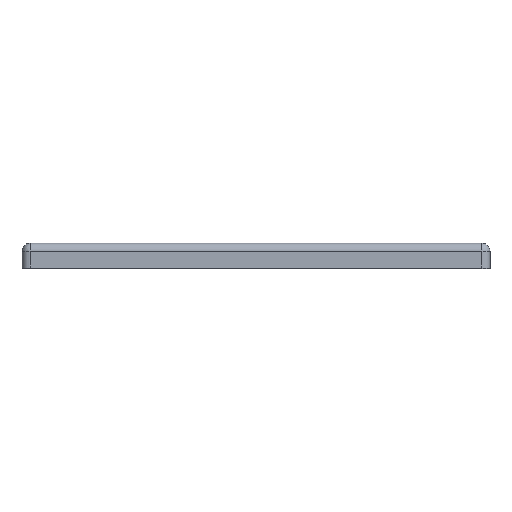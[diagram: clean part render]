
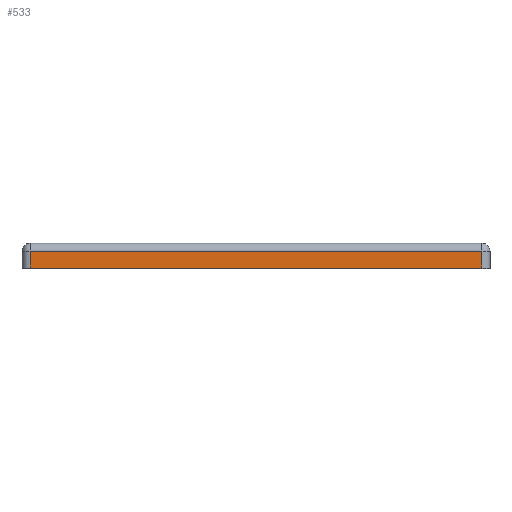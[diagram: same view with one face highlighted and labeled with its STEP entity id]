
A CAD part, top view. The second image highlights one B-rep face of the part: STEP entity #533.
In plain terms, the highlighted planar face has unit normal (0, 0, 1).
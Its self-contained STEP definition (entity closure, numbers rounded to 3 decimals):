
#16 = EDGE_CURVE ( 'NONE', #391, #1449, #926, .T. ) ;
#18 = EDGE_CURVE ( 'NONE', #1449, #1467, #929, .T. ) ;
#21 = EDGE_CURVE ( 'NONE', #1467, #997, #932, .T. ) ;
#157 = CARTESIAN_POINT ( 'NONE',  ( -52.9, 0., 57.1 ) ) ;
#196 = CARTESIAN_POINT ( 'NONE',  ( -52.9, 4., 57.1 ) ) ;
#206 = VECTOR ( 'NONE', #614, 1000. ) ;
#217 = LINE ( 'NONE', #412, #206 ) ;
#226 = ORIENTED_EDGE ( 'NONE', *, *, #16, .T. ) ;
#230 = ORIENTED_EDGE ( 'NONE', *, *, #18, .T. ) ;
#248 = ORIENTED_EDGE ( 'NONE', *, *, #21, .T. ) ;
#251 = ORIENTED_EDGE ( 'NONE', *, *, #1436, .T. ) ;
#326 = CARTESIAN_POINT ( 'NONE',  ( 55.1, 4., 57.1 ) ) ;
#391 = VERTEX_POINT ( 'NONE', #1435 ) ;
#412 = CARTESIAN_POINT ( 'NONE',  ( -54.9, 0., 57.1 ) ) ;
#533 = ADVANCED_FACE ( 'NONE', ( #721 ), #1083, .F. ) ;
#614 = DIRECTION ( 'NONE',  ( 1., 0., 0. ) ) ;
#721 = FACE_OUTER_BOUND ( 'NONE', #1216, .T. ) ;
#914 = VECTOR ( 'NONE', #942, 1000. ) ;
#926 = LINE ( 'NONE', #979, #931 ) ;
#929 = LINE ( 'NONE', #1017, #957 ) ;
#931 = VECTOR ( 'NONE', #989, 1000. ) ;
#932 = LINE ( 'NONE', #972, #914 ) ;
#942 = DIRECTION ( 'NONE',  ( 0., -1., 0. ) ) ;
#957 = VECTOR ( 'NONE', #971, 1000. ) ;
#971 = DIRECTION ( 'NONE',  ( -1., 0., 0. ) ) ;
#972 = CARTESIAN_POINT ( 'NONE',  ( -52.9, 6., 57.1 ) ) ;
#979 = CARTESIAN_POINT ( 'NONE',  ( 55.1, 6., 57.1 ) ) ;
#989 = DIRECTION ( 'NONE',  ( 0., 1., 0. ) ) ;
#997 = VERTEX_POINT ( 'NONE', #157 ) ;
#1017 = CARTESIAN_POINT ( 'NONE',  ( -52.9, 4., 57.1 ) ) ;
#1038 = AXIS2_PLACEMENT_3D ( 'NONE', #1120, #1111, #1079 ) ;
#1079 = DIRECTION ( 'NONE',  ( -1., 0., 0. ) ) ;
#1083 = PLANE ( 'NONE',  #1038 ) ;
#1111 = DIRECTION ( 'NONE',  ( 0., 0., -1. ) ) ;
#1120 = CARTESIAN_POINT ( 'NONE',  ( -54.9, 6., 57.1 ) ) ;
#1216 = EDGE_LOOP ( 'NONE', ( #226, #230, #248, #251 ) ) ;
#1435 = CARTESIAN_POINT ( 'NONE',  ( 55.1, 0., 57.1 ) ) ;
#1436 = EDGE_CURVE ( 'NONE', #997, #391, #217, .T. ) ;
#1449 = VERTEX_POINT ( 'NONE', #326 ) ;
#1467 = VERTEX_POINT ( 'NONE', #196 ) ;
